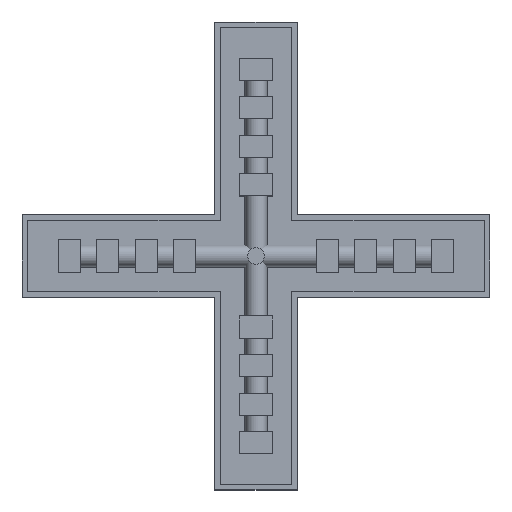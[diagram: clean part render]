
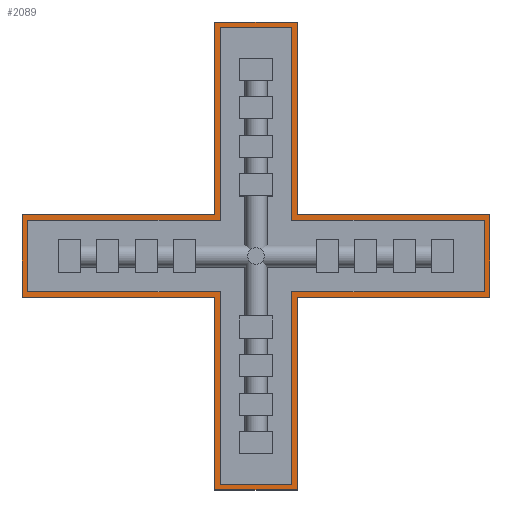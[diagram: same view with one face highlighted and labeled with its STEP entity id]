
A CAD part, top view. The second image highlights one B-rep face of the part: STEP entity #2089.
In plain terms, the highlighted planar face has unit normal (0, 0, 1).
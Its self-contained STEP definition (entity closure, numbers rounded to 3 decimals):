
#46=FACE_BOUND('',#287,.T.);
#152=FACE_OUTER_BOUND('',#286,.T.);
#286=EDGE_LOOP('',(#1803,#1804,#1805,#1806,#1807,#1808,#1809,#1810,#1811,
#1812,#1813,#1814));
#287=EDGE_LOOP('',(#1815,#1816,#1817,#1818,#1819,#1820,#1821,#1822,#1823,
#1824,#1825,#1826));
#494=LINE('',#3174,#767);
#498=LINE('',#3181,#771);
#501=LINE('',#3187,#774);
#504=LINE('',#3193,#777);
#507=LINE('',#3199,#780);
#510=LINE('',#3205,#783);
#513=LINE('',#3211,#786);
#516=LINE('',#3217,#789);
#519=LINE('',#3223,#792);
#522=LINE('',#3229,#795);
#525=LINE('',#3235,#798);
#527=LINE('',#3238,#800);
#530=LINE('',#3247,#803);
#533=LINE('',#3253,#806);
#536=LINE('',#3259,#809);
#539=LINE('',#3265,#812);
#542=LINE('',#3271,#815);
#545=LINE('',#3277,#818);
#548=LINE('',#3283,#821);
#551=LINE('',#3289,#824);
#554=LINE('',#3295,#827);
#557=LINE('',#3301,#830);
#560=LINE('',#3307,#833);
#563=LINE('',#3311,#836);
#767=VECTOR('',#2601,10.);
#771=VECTOR('',#2607,10.);
#774=VECTOR('',#2612,10.);
#777=VECTOR('',#2617,10.);
#780=VECTOR('',#2622,10.);
#783=VECTOR('',#2627,10.);
#786=VECTOR('',#2632,10.);
#789=VECTOR('',#2637,10.);
#792=VECTOR('',#2642,10.);
#795=VECTOR('',#2647,10.);
#798=VECTOR('',#2652,10.);
#800=VECTOR('',#2656,10.);
#803=VECTOR('',#2663,10.);
#806=VECTOR('',#2668,10.);
#809=VECTOR('',#2673,10.);
#812=VECTOR('',#2678,10.);
#815=VECTOR('',#2683,10.);
#818=VECTOR('',#2688,10.);
#821=VECTOR('',#2693,10.);
#824=VECTOR('',#2698,10.);
#827=VECTOR('',#2703,10.);
#830=VECTOR('',#2708,10.);
#833=VECTOR('',#2713,10.);
#836=VECTOR('',#2718,10.);
#976=VERTEX_POINT('',#3171);
#977=VERTEX_POINT('',#3173);
#979=VERTEX_POINT('',#3179);
#981=VERTEX_POINT('',#3185);
#983=VERTEX_POINT('',#3191);
#985=VERTEX_POINT('',#3197);
#987=VERTEX_POINT('',#3203);
#989=VERTEX_POINT('',#3209);
#991=VERTEX_POINT('',#3215);
#993=VERTEX_POINT('',#3221);
#995=VERTEX_POINT('',#3227);
#997=VERTEX_POINT('',#3233);
#1000=VERTEX_POINT('',#3244);
#1001=VERTEX_POINT('',#3246);
#1003=VERTEX_POINT('',#3252);
#1005=VERTEX_POINT('',#3258);
#1007=VERTEX_POINT('',#3264);
#1009=VERTEX_POINT('',#3270);
#1011=VERTEX_POINT('',#3276);
#1013=VERTEX_POINT('',#3282);
#1015=VERTEX_POINT('',#3288);
#1017=VERTEX_POINT('',#3294);
#1019=VERTEX_POINT('',#3300);
#1021=VERTEX_POINT('',#3306);
#1226=EDGE_CURVE('',#977,#976,#494,.T.);
#1230=EDGE_CURVE('',#976,#979,#498,.T.);
#1233=EDGE_CURVE('',#979,#981,#501,.T.);
#1236=EDGE_CURVE('',#981,#983,#504,.T.);
#1239=EDGE_CURVE('',#983,#985,#507,.T.);
#1242=EDGE_CURVE('',#985,#987,#510,.T.);
#1245=EDGE_CURVE('',#987,#989,#513,.T.);
#1248=EDGE_CURVE('',#989,#991,#516,.T.);
#1251=EDGE_CURVE('',#991,#993,#519,.T.);
#1254=EDGE_CURVE('',#993,#995,#522,.T.);
#1257=EDGE_CURVE('',#995,#997,#525,.T.);
#1259=EDGE_CURVE('',#997,#977,#527,.T.);
#1262=EDGE_CURVE('',#1001,#1000,#530,.T.);
#1265=EDGE_CURVE('',#1003,#1001,#533,.T.);
#1268=EDGE_CURVE('',#1005,#1003,#536,.T.);
#1271=EDGE_CURVE('',#1007,#1005,#539,.T.);
#1274=EDGE_CURVE('',#1009,#1007,#542,.T.);
#1277=EDGE_CURVE('',#1011,#1009,#545,.T.);
#1280=EDGE_CURVE('',#1013,#1011,#548,.T.);
#1283=EDGE_CURVE('',#1015,#1013,#551,.T.);
#1286=EDGE_CURVE('',#1017,#1015,#554,.T.);
#1289=EDGE_CURVE('',#1019,#1017,#557,.T.);
#1292=EDGE_CURVE('',#1021,#1019,#560,.T.);
#1295=EDGE_CURVE('',#1000,#1021,#563,.T.);
#1803=ORIENTED_EDGE('',*,*,#1295,.T.);
#1804=ORIENTED_EDGE('',*,*,#1292,.T.);
#1805=ORIENTED_EDGE('',*,*,#1289,.T.);
#1806=ORIENTED_EDGE('',*,*,#1286,.T.);
#1807=ORIENTED_EDGE('',*,*,#1283,.T.);
#1808=ORIENTED_EDGE('',*,*,#1280,.T.);
#1809=ORIENTED_EDGE('',*,*,#1277,.T.);
#1810=ORIENTED_EDGE('',*,*,#1274,.T.);
#1811=ORIENTED_EDGE('',*,*,#1271,.T.);
#1812=ORIENTED_EDGE('',*,*,#1268,.T.);
#1813=ORIENTED_EDGE('',*,*,#1265,.T.);
#1814=ORIENTED_EDGE('',*,*,#1262,.T.);
#1815=ORIENTED_EDGE('',*,*,#1226,.T.);
#1816=ORIENTED_EDGE('',*,*,#1230,.T.);
#1817=ORIENTED_EDGE('',*,*,#1233,.T.);
#1818=ORIENTED_EDGE('',*,*,#1236,.T.);
#1819=ORIENTED_EDGE('',*,*,#1239,.T.);
#1820=ORIENTED_EDGE('',*,*,#1242,.T.);
#1821=ORIENTED_EDGE('',*,*,#1245,.T.);
#1822=ORIENTED_EDGE('',*,*,#1248,.T.);
#1823=ORIENTED_EDGE('',*,*,#1251,.T.);
#1824=ORIENTED_EDGE('',*,*,#1254,.T.);
#1825=ORIENTED_EDGE('',*,*,#1257,.T.);
#1826=ORIENTED_EDGE('',*,*,#1259,.T.);
#1974=PLANE('',#2224);
#2089=ADVANCED_FACE('',(#152,#46),#1974,.T.);
#2224=AXIS2_PLACEMENT_3D('',#3312,#2719,#2720);
#2601=DIRECTION('',(0.,1.,0.));
#2607=DIRECTION('',(1.,0.,0.));
#2612=DIRECTION('',(0.,-1.,0.));
#2617=DIRECTION('',(1.,0.,0.));
#2622=DIRECTION('',(0.,-1.,0.));
#2627=DIRECTION('',(-1.,0.,0.));
#2632=DIRECTION('',(0.,-1.,0.));
#2637=DIRECTION('',(-1.,0.,0.));
#2642=DIRECTION('',(0.,1.,0.));
#2647=DIRECTION('',(-1.,0.,0.));
#2652=DIRECTION('',(0.,1.,0.));
#2656=DIRECTION('',(1.,0.,0.));
#2663=DIRECTION('',(0.,-1.,0.));
#2668=DIRECTION('',(-1.,0.,0.));
#2673=DIRECTION('',(0.,1.,0.));
#2678=DIRECTION('',(-1.,0.,0.));
#2683=DIRECTION('',(0.,1.,0.));
#2688=DIRECTION('',(1.,0.,0.));
#2693=DIRECTION('',(0.,1.,0.));
#2698=DIRECTION('',(1.,0.,0.));
#2703=DIRECTION('',(0.,-1.,0.));
#2708=DIRECTION('',(1.,0.,0.));
#2713=DIRECTION('',(0.,-1.,0.));
#2718=DIRECTION('',(-1.,0.,0.));
#2719=DIRECTION('center_axis',(0.,0.,1.));
#2720=DIRECTION('ref_axis',(1.,0.,0.));
#3171=CARTESIAN_POINT('',(-28.,98.,14.));
#3173=CARTESIAN_POINT('',(-28.,28.,14.));
#3174=CARTESIAN_POINT('',(-28.,57.5,14.));
#3179=CARTESIAN_POINT('',(-2.,98.,14.));
#3181=CARTESIAN_POINT('',(-7.5,98.,14.));
#3185=CARTESIAN_POINT('',(-2.,28.,14.));
#3187=CARTESIAN_POINT('',(-2.,22.5,14.));
#3191=CARTESIAN_POINT('',(68.,28.,14.));
#3193=CARTESIAN_POINT('',(27.5,28.,14.));
#3197=CARTESIAN_POINT('',(68.,2.,14.));
#3199=CARTESIAN_POINT('',(68.,7.5,14.));
#3203=CARTESIAN_POINT('',(-2.,2.,14.));
#3205=CARTESIAN_POINT('',(-7.5,2.,14.));
#3209=CARTESIAN_POINT('',(-2.,-68.,14.));
#3211=CARTESIAN_POINT('',(-2.,-27.5,14.));
#3215=CARTESIAN_POINT('',(-28.,-68.,14.));
#3217=CARTESIAN_POINT('',(-22.5,-68.,14.));
#3221=CARTESIAN_POINT('',(-28.,2.,14.));
#3223=CARTESIAN_POINT('',(-28.,7.5,14.));
#3227=CARTESIAN_POINT('',(-98.,2.,14.));
#3229=CARTESIAN_POINT('',(-57.5,2.,14.));
#3233=CARTESIAN_POINT('',(-98.,28.,14.));
#3235=CARTESIAN_POINT('',(-98.,22.5,14.));
#3238=CARTESIAN_POINT('',(-22.5,28.,14.));
#3244=CARTESIAN_POINT('',(-30.,30.,14.));
#3246=CARTESIAN_POINT('',(-30.,100.,14.));
#3247=CARTESIAN_POINT('',(-30.,30.,14.));
#3252=CARTESIAN_POINT('',(0.,100.,14.));
#3253=CARTESIAN_POINT('',(-30.,100.,14.));
#3258=CARTESIAN_POINT('',(0.,30.,14.));
#3259=CARTESIAN_POINT('',(0.,100.,14.));
#3264=CARTESIAN_POINT('',(70.,30.,14.));
#3265=CARTESIAN_POINT('',(70.,30.,14.));
#3270=CARTESIAN_POINT('',(70.,0.,14.));
#3271=CARTESIAN_POINT('',(70.,0.,14.));
#3276=CARTESIAN_POINT('',(0.,0.,14.));
#3277=CARTESIAN_POINT('',(0.,0.,14.));
#3282=CARTESIAN_POINT('',(0.,-70.,14.));
#3283=CARTESIAN_POINT('',(0.,-70.,14.));
#3288=CARTESIAN_POINT('',(-30.,-70.,14.));
#3289=CARTESIAN_POINT('',(-30.,-70.,14.));
#3294=CARTESIAN_POINT('',(-30.,0.,14.));
#3295=CARTESIAN_POINT('',(-30.,0.,14.));
#3300=CARTESIAN_POINT('',(-100.,0.,14.));
#3301=CARTESIAN_POINT('',(-100.,0.,14.));
#3306=CARTESIAN_POINT('',(-100.,30.,14.));
#3307=CARTESIAN_POINT('',(-100.,30.,14.));
#3311=CARTESIAN_POINT('',(-30.,30.,14.));
#3312=CARTESIAN_POINT('Origin',(-15.,15.,14.));
